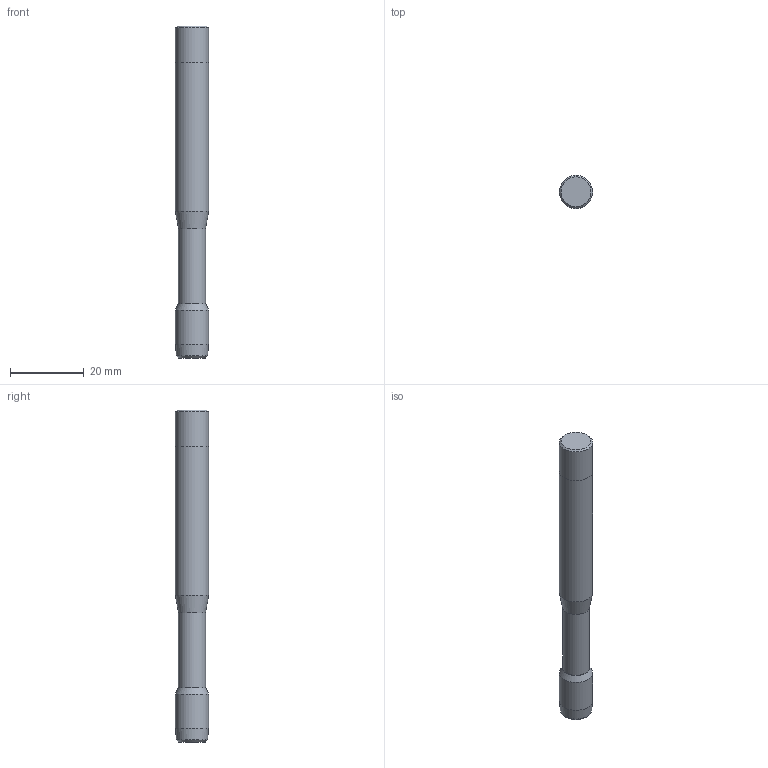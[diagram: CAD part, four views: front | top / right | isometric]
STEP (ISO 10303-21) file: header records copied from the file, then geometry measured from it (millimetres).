
FILE_DESCRIPTION(('STEP'), '1');
FILE_NAME('T400-PM100DA-M9 F125.stp', '2018-03-13T14:20:20', ('TDM Systems GmbH'), ('TDM Systems GmbH'), 'HarmonyWare STEP v2.0.6.4 Express v2.2.0.0', 'TDM', 'Unknown');
FILE_SCHEMA(('AUTOMOTIVE_DESIGN'));
Length unit declared in the file: millimetre
Products named in the file (1): NONE
Bounding box: 9 x 9 x 90 mm (x, y, z)
Volume: 5204.6 mm3; surface area: 3195.4 mm2
Topology: 2 solids, 2 shells, 15 faces, 31 edges, 27 vertices
Faces by surface type: bspline 11, plane 4
Entity records: 611 total; most frequent: CARTESIAN_POINT 263, DIRECTION 59, ORIENTED_EDGE 50, EDGE_CURVE 25, AXIS2_PLACEMENT_3D 21, LINE 17, VECTOR 17, EDGE_LOOP 17
